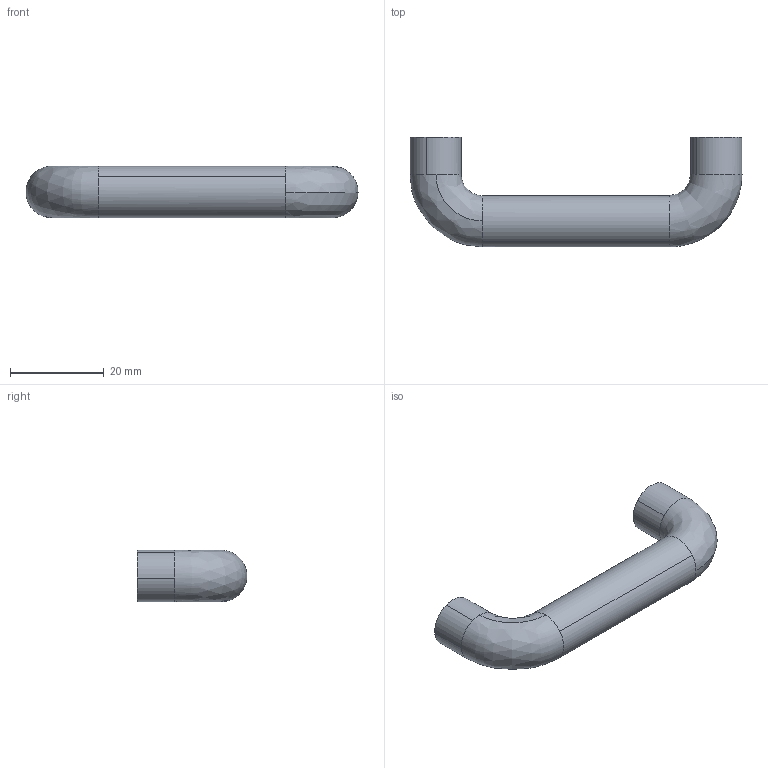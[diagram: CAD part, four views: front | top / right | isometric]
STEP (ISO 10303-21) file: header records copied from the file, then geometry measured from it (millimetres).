
FILE_DESCRIPTION((''),'2;1');
FILE_NAME('','2005-10-12T12:14:07',(''),(''),'','CADfix','');
FILE_SCHEMA(('AUTOMOTIVE_DESIGN'));
Length unit declared in the file: millimetre
Products named in the file (3): pull; coat; THA_439_3_1652_36
Assembly tree (2 placements, depth 2):
  THA_439_3_1652_36
    pull
    coat
Bounding box: 70.98 x 23.5 x 11 mm (x, y, z)
Volume: 7935.7 mm3; surface area: 7922.5 mm2
Topology: 2 solids, 2 shells, 40 faces, 146 edges, 112 vertices
Faces by surface type: bspline 40
Entity records: 1991 total; most frequent: CARTESIAN_POINT 1207, ORIENTED_EDGE 292, EDGE_CURVE 146, VERTEX_POINT 112, EDGE_LOOP 44, FACE_OUTER_BOUND 40, ADVANCED_FACE 40, QUASI_UNIFORM_CURVE 22
